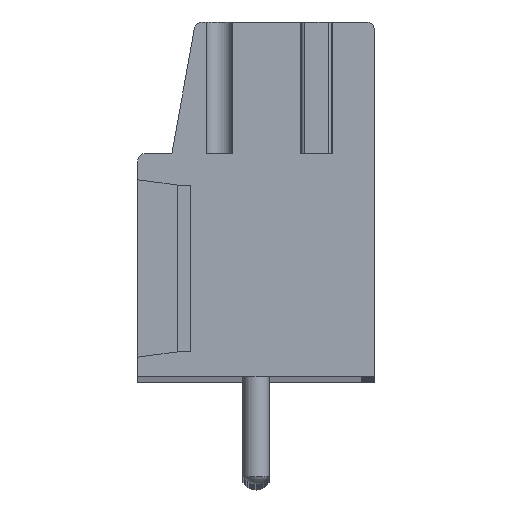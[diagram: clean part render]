
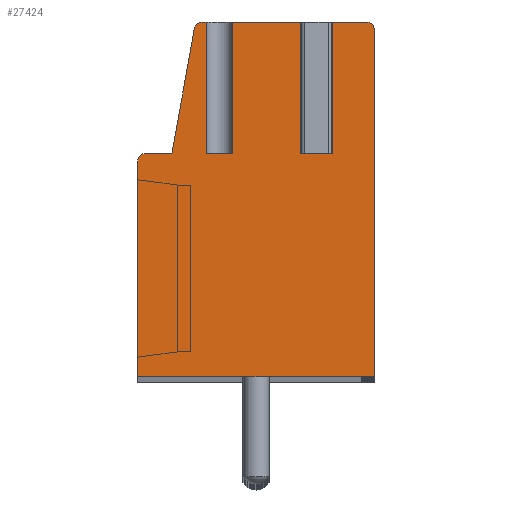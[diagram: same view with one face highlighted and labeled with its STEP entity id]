
A CAD part, top view. The second image highlights one B-rep face of the part: STEP entity #27424.
In plain terms, the highlighted planar face has unit normal (0, 0, 1).
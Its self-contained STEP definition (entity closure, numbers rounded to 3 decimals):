
#52=DIRECTION('',(1.,0.,0.));
#53=VECTOR('',#52,1.);
#54=CARTESIAN_POINT('',(-1.9,3.36,117.5));
#55=LINE('',#54,#53);
#56=DIRECTION('',(0.,1.,0.));
#57=VECTOR('',#56,5.);
#58=CARTESIAN_POINT('',(-0.9,3.36,117.5));
#59=LINE('',#58,#57);
#60=DIRECTION('',(-1.,0.,0.));
#61=VECTOR('',#60,2.8);
#62=CARTESIAN_POINT('',(1.9,8.36,117.5));
#63=LINE('',#62,#61);
#64=DIRECTION('',(0.,1.,0.));
#65=VECTOR('',#64,5.);
#66=CARTESIAN_POINT('',(1.9,3.36,117.5));
#67=LINE('',#66,#65);
#68=DIRECTION('',(1.,0.,0.));
#69=VECTOR('',#68,0.8);
#70=CARTESIAN_POINT('',(1.9,3.36,117.5));
#71=LINE('',#70,#69);
#72=DIRECTION('',(0.,1.,0.));
#73=VECTOR('',#72,5.);
#74=CARTESIAN_POINT('',(2.7,3.36,117.5));
#75=LINE('',#74,#73);
#76=DIRECTION('',(-1.,0.,0.));
#77=VECTOR('',#76,1.5);
#78=CARTESIAN_POINT('',(4.2,8.36,117.5));
#79=LINE('',#78,#77);
#80=CARTESIAN_POINT('',(4.2,8.06,117.5));
#81=DIRECTION('',(0.,0.,1.));
#82=DIRECTION('',(1.,0.,0.));
#83=AXIS2_PLACEMENT_3D('',#80,#81,#82);
#85=DIRECTION('',(0.,1.,0.));
#86=VECTOR('',#85,13.2);
#87=CARTESIAN_POINT('',(4.5,-5.14,117.5));
#88=LINE('',#87,#86);
#89=DIRECTION('',(1.,0.,0.));
#90=VECTOR('',#89,9.);
#91=CARTESIAN_POINT('',(-4.5,-5.14,117.5));
#92=LINE('',#91,#90);
#93=DIRECTION('',(0.,-1.,0.));
#94=VECTOR('',#93,8.2);
#95=CARTESIAN_POINT('',(-4.5,3.06,117.5));
#96=LINE('',#95,#94);
#97=CARTESIAN_POINT('',(-4.2,3.06,117.5));
#98=DIRECTION('',(0.,0.,1.));
#99=DIRECTION('',(0.,1.,0.));
#100=AXIS2_PLACEMENT_3D('',#97,#98,#99);
#102=DIRECTION('',(-1.,0.,0.));
#103=VECTOR('',#102,1.);
#104=CARTESIAN_POINT('',(-3.2,3.36,117.5));
#105=LINE('',#104,#103);
#106=DIRECTION('',(-0.177,-0.984,0.));
#107=VECTOR('',#106,4.829);
#108=CARTESIAN_POINT('',(-2.345,8.113,117.5));
#109=LINE('',#108,#107);
#110=CARTESIAN_POINT('',(-2.05,8.06,117.5));
#111=DIRECTION('',(0.,0.,1.));
#112=DIRECTION('',(0.,1.,0.));
#113=AXIS2_PLACEMENT_3D('',#110,#111,#112);
#115=DIRECTION('',(-1.,0.,0.));
#116=VECTOR('',#115,0.15);
#117=CARTESIAN_POINT('',(-1.9,8.36,117.5));
#118=LINE('',#117,#116);
#119=DIRECTION('',(0.,1.,0.));
#120=VECTOR('',#119,5.);
#121=CARTESIAN_POINT('',(-1.9,3.36,117.5));
#122=LINE('',#121,#120);
#21278=CARTESIAN_POINT('',(4.5,-5.14,117.5));
#21279=CARTESIAN_POINT('',(4.5,8.06,117.5));
#21280=VERTEX_POINT('',#21278);
#21281=VERTEX_POINT('',#21279);
#21282=CARTESIAN_POINT('',(4.2,8.36,117.5));
#21283=VERTEX_POINT('',#21282);
#21284=CARTESIAN_POINT('',(-2.05,8.36,117.5));
#21285=CARTESIAN_POINT('',(-2.345,8.113,117.5));
#21286=VERTEX_POINT('',#21284);
#21287=VERTEX_POINT('',#21285);
#21288=CARTESIAN_POINT('',(-3.2,3.36,117.5));
#21289=VERTEX_POINT('',#21288);
#21290=CARTESIAN_POINT('',(-4.2,3.36,117.5));
#21291=VERTEX_POINT('',#21290);
#21292=CARTESIAN_POINT('',(-4.5,3.06,117.5));
#21293=VERTEX_POINT('',#21292);
#21294=CARTESIAN_POINT('',(-4.5,-5.14,117.5));
#21295=VERTEX_POINT('',#21294);
#21593=CARTESIAN_POINT('',(1.9,3.36,117.5));
#21594=CARTESIAN_POINT('',(2.7,3.36,117.5));
#21595=VERTEX_POINT('',#21593);
#21596=VERTEX_POINT('',#21594);
#21597=CARTESIAN_POINT('',(2.7,8.36,117.5));
#21598=VERTEX_POINT('',#21597);
#21599=CARTESIAN_POINT('',(1.9,8.36,117.5));
#21600=VERTEX_POINT('',#21599);
#21621=CARTESIAN_POINT('',(-1.9,3.36,117.5));
#21622=CARTESIAN_POINT('',(-0.9,3.36,117.5));
#21623=VERTEX_POINT('',#21621);
#21624=VERTEX_POINT('',#21622);
#21625=CARTESIAN_POINT('',(-0.9,8.36,117.5));
#21626=VERTEX_POINT('',#21625);
#21627=CARTESIAN_POINT('',(-1.9,8.36,117.5));
#21628=VERTEX_POINT('',#21627);
#27383=CARTESIAN_POINT('',(0.,0.,117.5));
#27384=DIRECTION('',(0.,0.,1.));
#27385=DIRECTION('',(1.,0.,0.));
#27386=AXIS2_PLACEMENT_3D('',#27383,#27384,#27385);
#27387=PLANE('',#27386);
#27389=ORIENTED_EDGE('',*,*,#27388,.T.);
#27391=ORIENTED_EDGE('',*,*,#27390,.T.);
#27393=ORIENTED_EDGE('',*,*,#27392,.F.);
#27395=ORIENTED_EDGE('',*,*,#27394,.F.);
#27397=ORIENTED_EDGE('',*,*,#27396,.T.);
#27399=ORIENTED_EDGE('',*,*,#27398,.T.);
#27401=ORIENTED_EDGE('',*,*,#27400,.F.);
#27403=ORIENTED_EDGE('',*,*,#27402,.F.);
#27405=ORIENTED_EDGE('',*,*,#27404,.F.);
#27407=ORIENTED_EDGE('',*,*,#27406,.F.);
#27409=ORIENTED_EDGE('',*,*,#27408,.F.);
#27411=ORIENTED_EDGE('',*,*,#27410,.F.);
#27413=ORIENTED_EDGE('',*,*,#27412,.F.);
#27415=ORIENTED_EDGE('',*,*,#27414,.F.);
#27417=ORIENTED_EDGE('',*,*,#27416,.F.);
#27419=ORIENTED_EDGE('',*,*,#27418,.F.);
#27421=ORIENTED_EDGE('',*,*,#27420,.F.);
#27422=EDGE_LOOP('',(#27389,#27391,#27393,#27395,#27397,#27399,#27401,#27403,
#27405,#27407,#27409,#27411,#27413,#27415,#27417,#27419,#27421));
#27423=FACE_OUTER_BOUND('',#27422,.F.);
#84=CIRCLE('',#83,0.3);
#101=CIRCLE('',#100,0.3);
#114=CIRCLE('',#113,0.3);
#27388=EDGE_CURVE('',#21623,#21624,#55,.T.);
#27390=EDGE_CURVE('',#21624,#21626,#59,.T.);
#27392=EDGE_CURVE('',#21600,#21626,#63,.T.);
#27394=EDGE_CURVE('',#21595,#21600,#67,.T.);
#27396=EDGE_CURVE('',#21595,#21596,#71,.T.);
#27398=EDGE_CURVE('',#21596,#21598,#75,.T.);
#27400=EDGE_CURVE('',#21283,#21598,#79,.T.);
#27402=EDGE_CURVE('',#21281,#21283,#84,.T.);
#27404=EDGE_CURVE('',#21280,#21281,#88,.T.);
#27406=EDGE_CURVE('',#21295,#21280,#92,.T.);
#27408=EDGE_CURVE('',#21293,#21295,#96,.T.);
#27410=EDGE_CURVE('',#21291,#21293,#101,.T.);
#27412=EDGE_CURVE('',#21289,#21291,#105,.T.);
#27414=EDGE_CURVE('',#21287,#21289,#109,.T.);
#27416=EDGE_CURVE('',#21286,#21287,#114,.T.);
#27418=EDGE_CURVE('',#21628,#21286,#118,.T.);
#27420=EDGE_CURVE('',#21623,#21628,#122,.T.);
#27424=ADVANCED_FACE('',(#27423),#27387,.T.);
